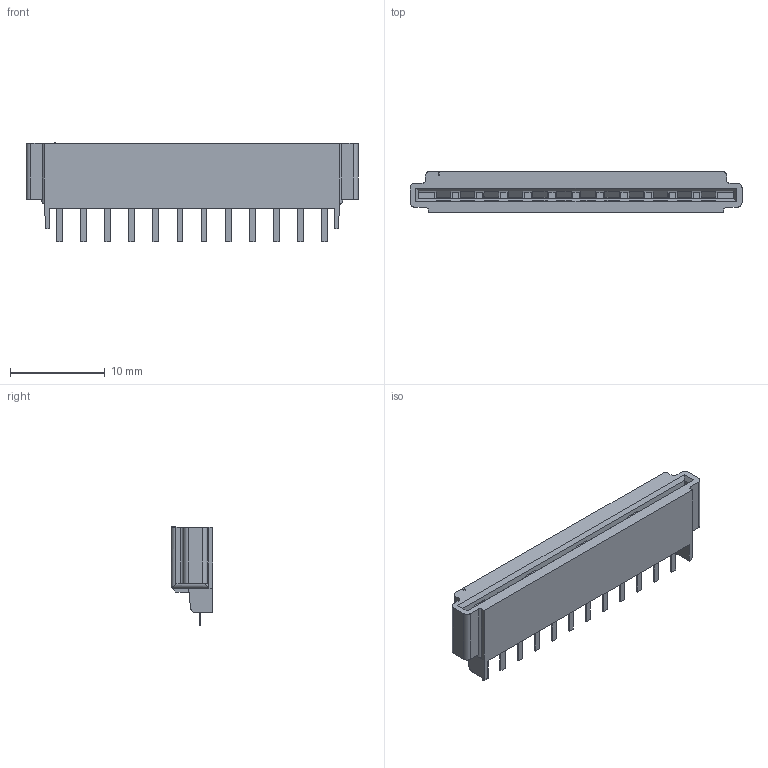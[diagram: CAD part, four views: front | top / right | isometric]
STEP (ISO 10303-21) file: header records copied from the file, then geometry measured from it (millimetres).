
FILE_DESCRIPTION((''),'2;1');
FILE_NAME('C-6-520315-2','2019-02-27T04:18:27',('workeradm'),('TE Connectivity Ltd.'),'CREO PARAMETRIC BY PTC INC, 2018190','CREO PARAMETRIC BY PTC INC, 2018190','');
FILE_SCHEMA(('AUTOMOTIVE_DESIGN { 1 0 10303 214 1 1 1 1 }'));
Length unit declared in the file: millimetre
Products named in the file (1): C-6-520315-2
Bounding box: 35 x 4.39 x 10.49 mm (x, y, z)
Volume: 864.6 mm3; surface area: 1369.2 mm2
Topology: 1 solids, 1 shells, 419 faces, 1121 edges, 754 vertices
Faces by surface type: plane 333, cylinder 50, bspline 12, torus 12, cone 12
Entity records: 14359 total; most frequent: CARTESIAN_POINT 3812, ORIENTED_EDGE 2242, DIRECTION 1955, EDGE_CURVE 1121, VECTOR 933, LINE 933, VERTEX_POINT 754, EDGE_LOOP 517
